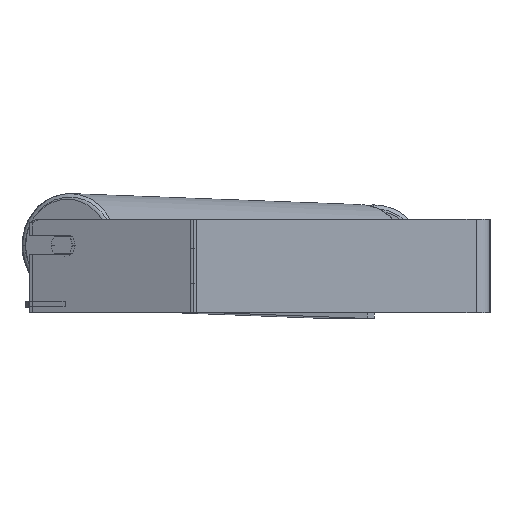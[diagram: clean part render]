
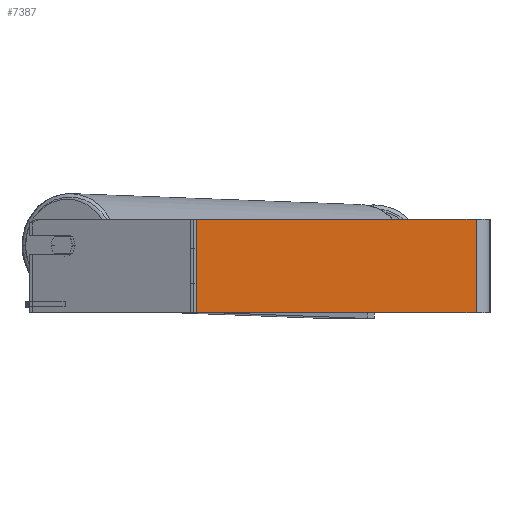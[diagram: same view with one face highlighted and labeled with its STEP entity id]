
A CAD part, left-side view. The second image highlights one B-rep face of the part: STEP entity #7387.
In plain terms, the highlighted planar face has unit normal (-1, 0, 0).
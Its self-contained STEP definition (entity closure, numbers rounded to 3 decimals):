
#209 = DIRECTION ( 'NONE',  ( 0., -1., 0. ) ) ;
#376 = LINE ( 'NONE', #8450, #1554 ) ;
#535 = VERTEX_POINT ( 'NONE', #5866 ) ;
#767 = VECTOR ( 'NONE', #209, 1000. ) ;
#1041 = EDGE_CURVE ( 'NONE', #8002, #535, #6707, .T. ) ;
#1122 = CARTESIAN_POINT ( 'NONE',  ( -945., 252.564, 40. ) ) ;
#1243 = VECTOR ( 'NONE', #4983, 1000. ) ;
#1272 = AXIS2_PLACEMENT_3D ( 'NONE', #7394, #2350, #5469 ) ;
#1554 = VECTOR ( 'NONE', #6820, 1000. ) ;
#1770 = VERTEX_POINT ( 'NONE', #5732 ) ;
#2100 = LINE ( 'NONE', #6419, #1243 ) ;
#2200 = FACE_OUTER_BOUND ( 'NONE', #2992, .T. ) ;
#2204 = CARTESIAN_POINT ( 'NONE',  ( -945., 12., -40. ) ) ;
#2350 = DIRECTION ( 'NONE',  ( 1., 0., 0. ) ) ;
#2386 = EDGE_CURVE ( 'NONE', #8002, #1770, #9125, .T. ) ;
#2665 = CARTESIAN_POINT ( 'NONE',  ( -945., 252.564, 40. ) ) ;
#2992 = EDGE_LOOP ( 'NONE', ( #7623, #7131, #7632, #7879 ) ) ;
#3369 = DIRECTION ( 'NONE',  ( 0., 0., -1. ) ) ;
#4256 = EDGE_CURVE ( 'NONE', #535, #5179, #2100, .T. ) ;
#4422 = PLANE ( 'NONE',  #1272 ) ;
#4983 = DIRECTION ( 'NONE',  ( 0., 0., -1. ) ) ;
#5179 = VERTEX_POINT ( 'NONE', #2204 ) ;
#5469 = DIRECTION ( 'NONE',  ( 0., 0., -1. ) ) ;
#5606 = VECTOR ( 'NONE', #3369, 1000. ) ;
#5732 = CARTESIAN_POINT ( 'NONE',  ( -945., 252.564, -40. ) ) ;
#5866 = CARTESIAN_POINT ( 'NONE',  ( -945., 12., 40. ) ) ;
#6419 = CARTESIAN_POINT ( 'NONE',  ( -945., 12., 40. ) ) ;
#6707 = LINE ( 'NONE', #7537, #767 ) ;
#6820 = DIRECTION ( 'NONE',  ( 0., -1., 0. ) ) ;
#7131 = ORIENTED_EDGE ( 'NONE', *, *, #4256, .F. ) ;
#7387 = ADVANCED_FACE ( 'NONE', ( #2200 ), #4422, .F. ) ;
#7394 = CARTESIAN_POINT ( 'NONE',  ( -945., 255.224, 40. ) ) ;
#7537 = CARTESIAN_POINT ( 'NONE',  ( -945., 255.224, 40. ) ) ;
#7623 = ORIENTED_EDGE ( 'NONE', *, *, #8235, .T. ) ;
#7632 = ORIENTED_EDGE ( 'NONE', *, *, #1041, .F. ) ;
#7879 = ORIENTED_EDGE ( 'NONE', *, *, #2386, .T. ) ;
#8002 = VERTEX_POINT ( 'NONE', #2665 ) ;
#8235 = EDGE_CURVE ( 'NONE', #1770, #5179, #376, .T. ) ;
#8450 = CARTESIAN_POINT ( 'NONE',  ( -945., 255.224, -40. ) ) ;
#9125 = LINE ( 'NONE', #1122, #5606 ) ;
